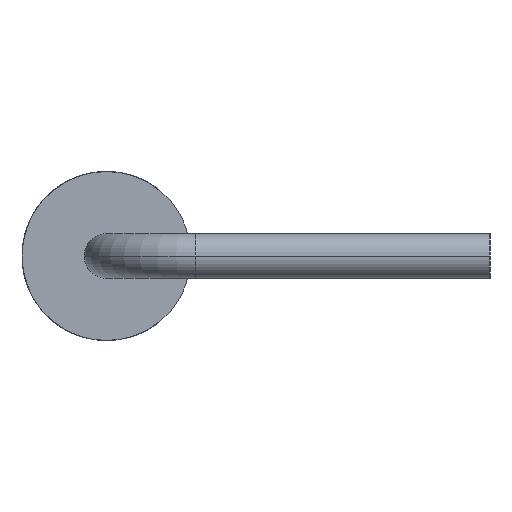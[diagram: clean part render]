
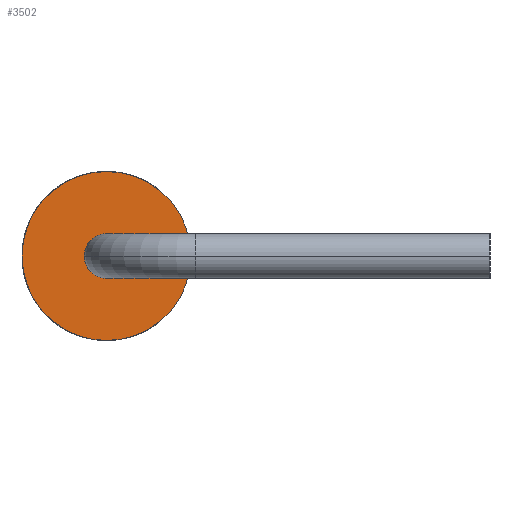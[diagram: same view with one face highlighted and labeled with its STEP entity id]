
A CAD part, left-side view. The second image highlights one B-rep face of the part: STEP entity #3502.
In plain terms, the highlighted planar face has unit normal (-1, 0, 0).
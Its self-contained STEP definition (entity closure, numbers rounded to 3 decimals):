
#65 = ORIENTED_EDGE ( 'NONE', *, *, #4153, .F. ) ;
#679 = CARTESIAN_POINT ( 'NONE',  ( 2.965, 2.957, 0. ) ) ;
#752 = EDGE_CURVE ( 'NONE', #3927, #992, #3711, .T. ) ;
#764 = ORIENTED_EDGE ( 'NONE', *, *, #752, .F. ) ;
#777 = AXIS2_PLACEMENT_3D ( 'NONE', #3550, #2803, #1484 ) ;
#822 = CARTESIAN_POINT ( 'NONE',  ( 2.965, 3.3, 0. ) ) ;
#880 = CIRCLE ( 'NONE', #3188, 1.3 ) ;
#983 = FACE_BOUND ( 'NONE', #3916, .T. ) ;
#992 = VERTEX_POINT ( 'NONE', #2271 ) ;
#1014 = AXIS2_PLACEMENT_3D ( 'NONE', #822, #2578, #1497 ) ;
#1121 = AXIS2_PLACEMENT_3D ( 'NONE', #4421, #1180, #2328 ) ;
#1180 = DIRECTION ( 'NONE',  ( -1., 0., 0. ) ) ;
#1218 = EDGE_LOOP ( 'NONE', ( #2730, #764 ) ) ;
#1271 = EDGE_CURVE ( 'NONE', #992, #3927, #880, .T. ) ;
#1421 = CARTESIAN_POINT ( 'NONE',  ( 2.965, 3.3, 0. ) ) ;
#1447 = DIRECTION ( 'NONE',  ( 0., 0., -1. ) ) ;
#1484 = DIRECTION ( 'NONE',  ( 0., 0., -1. ) ) ;
#1497 = DIRECTION ( 'NONE',  ( 0., 0., -1. ) ) ;
#1712 = AXIS2_PLACEMENT_3D ( 'NONE', #1421, #2917, #2828 ) ;
#1777 = PLANE ( 'NONE',  #1014 ) ;
#1884 = VERTEX_POINT ( 'NONE', #679 ) ;
#2209 = CIRCLE ( 'NONE', #777, 0.343 ) ;
#2252 = CARTESIAN_POINT ( 'NONE',  ( 2.965, 3.3, -1.3 ) ) ;
#2271 = CARTESIAN_POINT ( 'NONE',  ( 2.965, 3.3, 1.3 ) ) ;
#2328 = DIRECTION ( 'NONE',  ( 0., 0., -1. ) ) ;
#2464 = CARTESIAN_POINT ( 'NONE',  ( 2.965, 3.3, 0. ) ) ;
#2540 = VERTEX_POINT ( 'NONE', #3604 ) ;
#2578 = DIRECTION ( 'NONE',  ( 1., 0., 0. ) ) ;
#2712 = EDGE_CURVE ( 'NONE', #2540, #1884, #3509, .T. ) ;
#2730 = ORIENTED_EDGE ( 'NONE', *, *, #1271, .F. ) ;
#2803 = DIRECTION ( 'NONE',  ( -1., 0., 0. ) ) ;
#2828 = DIRECTION ( 'NONE',  ( 0., 0., -1. ) ) ;
#2917 = DIRECTION ( 'NONE',  ( 1., 0., 0. ) ) ;
#3158 = DIRECTION ( 'NONE',  ( 1., 0., 0. ) ) ;
#3188 = AXIS2_PLACEMENT_3D ( 'NONE', #2464, #3158, #1447 ) ;
#3281 = ORIENTED_EDGE ( 'NONE', *, *, #2712, .F. ) ;
#3502 = ADVANCED_FACE ( 'NONE', ( #983, #4257 ), #1777, .F. ) ;
#3509 = CIRCLE ( 'NONE', #1121, 0.343 ) ;
#3550 = CARTESIAN_POINT ( 'NONE',  ( 2.965, 3.3, 0. ) ) ;
#3604 = CARTESIAN_POINT ( 'NONE',  ( 2.965, 3.643, 0. ) ) ;
#3711 = CIRCLE ( 'NONE', #1712, 1.3 ) ;
#3916 = EDGE_LOOP ( 'NONE', ( #65, #3281 ) ) ;
#3927 = VERTEX_POINT ( 'NONE', #2252 ) ;
#4153 = EDGE_CURVE ( 'NONE', #1884, #2540, #2209, .T. ) ;
#4257 = FACE_OUTER_BOUND ( 'NONE', #1218, .T. ) ;
#4421 = CARTESIAN_POINT ( 'NONE',  ( 2.965, 3.3, 0. ) ) ;
